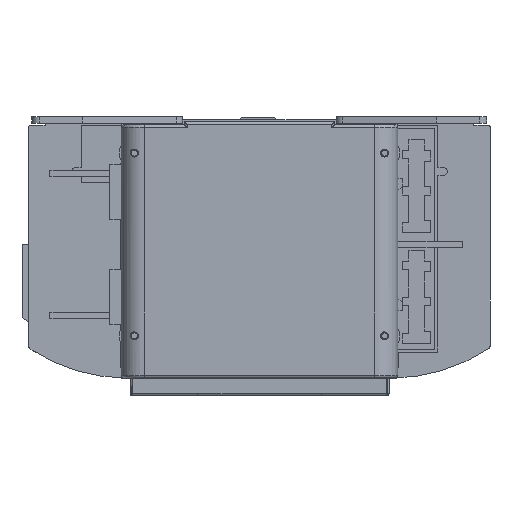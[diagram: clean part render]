
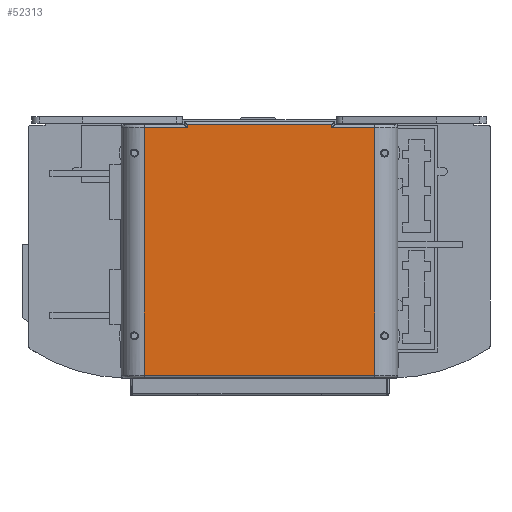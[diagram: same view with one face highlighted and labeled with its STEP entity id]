
A CAD part, left-side view. The second image highlights one B-rep face of the part: STEP entity #52313.
In plain terms, the highlighted face is planar.
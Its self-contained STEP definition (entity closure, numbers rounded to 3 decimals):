
#51766=DIRECTION('',(0.,0.,-1.));
#51767=VECTOR('',#51766,150.);
#51768=CARTESIAN_POINT('',(15.,85.,75.));
#51769=LINE('',#51768,#51767);
#51770=DIRECTION('',(0.,1.,0.));
#51771=VECTOR('',#51770,161.);
#51772=CARTESIAN_POINT('',(15.,-76.,-75.));
#51773=LINE('',#51772,#51771);
#51774=DIRECTION('',(0.,0.,1.));
#51775=VECTOR('',#51774,28.);
#51776=CARTESIAN_POINT('',(15.,-76.,-75.));
#51777=LINE('',#51776,#51775);
#51778=DIRECTION('',(0.,1.,0.));
#51779=VECTOR('',#51778,2.);
#51780=CARTESIAN_POINT('',(15.,-78.,-47.));
#51781=LINE('',#51780,#51779);
#51782=DIRECTION('',(0.,0.,-1.));
#51783=VECTOR('',#51782,94.);
#51784=CARTESIAN_POINT('',(15.,-78.,47.));
#51785=LINE('',#51784,#51783);
#51786=DIRECTION('',(0.,-1.,0.));
#51787=VECTOR('',#51786,2.);
#51788=CARTESIAN_POINT('',(15.,-76.,47.));
#51789=LINE('',#51788,#51787);
#51790=DIRECTION('',(0.,0.,-1.));
#51791=VECTOR('',#51790,28.);
#51792=CARTESIAN_POINT('',(15.,-76.,75.));
#51793=LINE('',#51792,#51791);
#51794=DIRECTION('',(0.,-1.,0.));
#51795=VECTOR('',#51794,161.);
#51796=CARTESIAN_POINT('',(15.,85.,75.));
#51797=LINE('',#51796,#51795);
#51844=CARTESIAN_POINT('',(15.,85.,-75.));
#51845=VERTEX_POINT('',#51844);
#51850=CARTESIAN_POINT('',(15.,85.,75.));
#51851=VERTEX_POINT('',#51850);
#51860=CARTESIAN_POINT('',(15.,-76.,75.));
#51861=VERTEX_POINT('',#51860);
#51866=CARTESIAN_POINT('',(15.,-76.,47.));
#51867=VERTEX_POINT('',#51866);
#51870=CARTESIAN_POINT('',(15.,-78.,47.));
#51871=VERTEX_POINT('',#51870);
#51874=CARTESIAN_POINT('',(15.,-78.,-47.));
#51875=VERTEX_POINT('',#51874);
#51878=CARTESIAN_POINT('',(15.,-76.,-47.));
#51879=VERTEX_POINT('',#51878);
#51886=CARTESIAN_POINT('',(15.,-76.,-75.));
#51887=VERTEX_POINT('',#51886);
#52296=CARTESIAN_POINT('',(15.,0.,0.));
#52297=DIRECTION('',(1.,0.,0.));
#52298=DIRECTION('',(0.,0.,-1.));
#52299=AXIS2_PLACEMENT_3D('',#52296,#52297,#52298);
#52300=PLANE('',#52299);
#52302=ORIENTED_EDGE('',*,*,#52301,.T.);
#52303=ORIENTED_EDGE('',*,*,#52074,.F.);
#52305=ORIENTED_EDGE('',*,*,#52304,.T.);
#52306=ORIENTED_EDGE('',*,*,#52193,.F.);
#52307=ORIENTED_EDGE('',*,*,#52209,.F.);
#52308=ORIENTED_EDGE('',*,*,#52250,.F.);
#52309=ORIENTED_EDGE('',*,*,#52265,.F.);
#52310=ORIENTED_EDGE('',*,*,#51966,.F.);
#52311=EDGE_LOOP('',(#52302,#52303,#52305,#52306,#52307,#52308,#52309,#52310));
#52312=FACE_OUTER_BOUND('',#52311,.F.);
#51966=EDGE_CURVE('',#51851,#51861,#51797,.T.);
#52074=EDGE_CURVE('',#51887,#51845,#51773,.T.);
#52193=EDGE_CURVE('',#51875,#51879,#51781,.T.);
#52209=EDGE_CURVE('',#51871,#51875,#51785,.T.);
#52250=EDGE_CURVE('',#51867,#51871,#51789,.T.);
#52265=EDGE_CURVE('',#51861,#51867,#51793,.T.);
#52301=EDGE_CURVE('',#51851,#51845,#51769,.T.);
#52304=EDGE_CURVE('',#51887,#51879,#51777,.T.);
#52313=ADVANCED_FACE('',(#52312),#52300,.T.);
